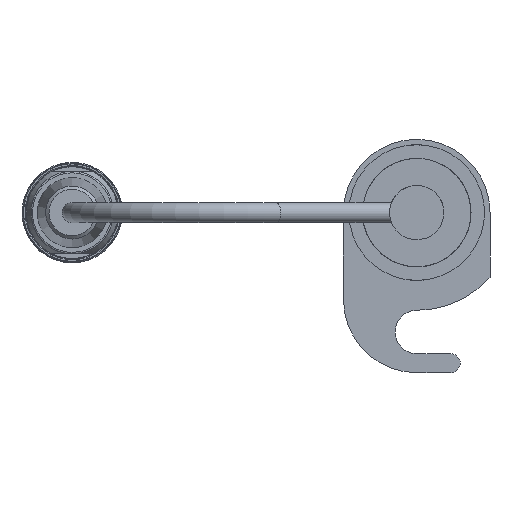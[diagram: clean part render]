
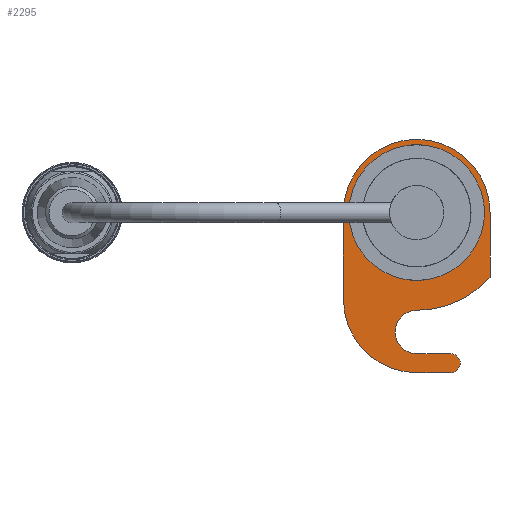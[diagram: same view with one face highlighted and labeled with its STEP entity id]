
A CAD part, left-side view. The second image highlights one B-rep face of the part: STEP entity #2295.
In plain terms, the highlighted planar face has unit normal (-1, 0, 0).
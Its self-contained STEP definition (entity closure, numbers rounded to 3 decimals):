
#115=LINE('',#4395,#224);
#120=LINE('',#4413,#229);
#124=LINE('',#4425,#233);
#128=LINE('',#4437,#237);
#224=VECTOR('',#3200,10.);
#229=VECTOR('',#3219,10.);
#233=VECTOR('',#3231,10.);
#237=VECTOR('',#3243,10.);
#339=PLANE('',#2594);
#460=CIRCLE('',#2574,9.);
#462=CIRCLE('',#2578,18.);
#464=CIRCLE('',#2581,4.);
#466=CIRCLE('',#2585,1.75);
#468=CIRCLE('',#2589,13.5);
#470=CIRCLE('',#2593,13.5);
#560=FACE_BOUND('',#941,.T.);
#708=FACE_OUTER_BOUND('',#940,.T.);
#940=EDGE_LOOP('',(#1927,#1928,#1929,#1930,#1931,#1932,#1933,#1934,#1935));
#941=EDGE_LOOP('',(#1936));
#1139=VERTEX_POINT('',#4386);
#1142=VERTEX_POINT('',#4392);
#1143=VERTEX_POINT('',#4394);
#1145=VERTEX_POINT('',#4400);
#1147=VERTEX_POINT('',#4406);
#1149=VERTEX_POINT('',#4412);
#1151=VERTEX_POINT('',#4418);
#1153=VERTEX_POINT('',#4424);
#1155=VERTEX_POINT('',#4430);
#1157=VERTEX_POINT('',#4436);
#1393=EDGE_CURVE('',#1139,#1139,#460,.T.);
#1396=EDGE_CURVE('',#1143,#1142,#115,.T.);
#1399=EDGE_CURVE('',#1145,#1143,#462,.T.);
#1402=EDGE_CURVE('',#1147,#1145,#464,.T.);
#1405=EDGE_CURVE('',#1149,#1147,#120,.T.);
#1408=EDGE_CURVE('',#1151,#1149,#466,.T.);
#1411=EDGE_CURVE('',#1153,#1151,#124,.T.);
#1414=EDGE_CURVE('',#1155,#1153,#468,.T.);
#1417=EDGE_CURVE('',#1157,#1155,#128,.T.);
#1420=EDGE_CURVE('',#1142,#1157,#470,.T.);
#1927=ORIENTED_EDGE('',*,*,#1420,.T.);
#1928=ORIENTED_EDGE('',*,*,#1417,.T.);
#1929=ORIENTED_EDGE('',*,*,#1414,.T.);
#1930=ORIENTED_EDGE('',*,*,#1411,.T.);
#1931=ORIENTED_EDGE('',*,*,#1408,.T.);
#1932=ORIENTED_EDGE('',*,*,#1405,.T.);
#1933=ORIENTED_EDGE('',*,*,#1402,.T.);
#1934=ORIENTED_EDGE('',*,*,#1399,.T.);
#1935=ORIENTED_EDGE('',*,*,#1396,.T.);
#1936=ORIENTED_EDGE('',*,*,#1393,.T.);
#2295=ADVANCED_FACE('',(#708,#560),#339,.F.);
#2574=AXIS2_PLACEMENT_3D('',#4387,#3194,#3195);
#2578=AXIS2_PLACEMENT_3D('',#4401,#3206,#3207);
#2581=AXIS2_PLACEMENT_3D('',#4407,#3213,#3214);
#2585=AXIS2_PLACEMENT_3D('',#4419,#3225,#3226);
#2589=AXIS2_PLACEMENT_3D('',#4431,#3237,#3238);
#2593=AXIS2_PLACEMENT_3D('',#4441,#3249,#3250);
#2594=AXIS2_PLACEMENT_3D('',#4442,#3251,#3252);
#3194=DIRECTION('center_axis',(1.,0.,0.));
#3195=DIRECTION('ref_axis',(0.,-1.,0.));
#3200=DIRECTION('',(0.,0.,1.));
#3206=DIRECTION('center_axis',(-1.,0.,0.));
#3207=DIRECTION('ref_axis',(0.,0.75,0.661));
#3213=DIRECTION('center_axis',(1.,0.,0.));
#3214=DIRECTION('ref_axis',(0.,0.,
-1.));
#3219=DIRECTION('',(0.,1.,0.));
#3225=DIRECTION('center_axis',(-1.,0.,0.));
#3226=DIRECTION('ref_axis',(0.,1.,0.));
#3231=DIRECTION('',(0.,-1.,0.));
#3237=DIRECTION('center_axis',(-1.,0.,0.));
#3238=DIRECTION('ref_axis',(0.,0.,
1.));
#3243=DIRECTION('',(0.,0.,-1.));
#3249=DIRECTION('center_axis',(-1.,0.,0.));
#3250=DIRECTION('ref_axis',(0.,-1.,0.));
#3251=DIRECTION('center_axis',(1.,0.,0.));
#3252=DIRECTION('ref_axis',(0.,1.,0.));
#4386=CARTESIAN_POINT('',(35.,-9.,0.));
#4387=CARTESIAN_POINT('Origin',(35.,0.,0.));
#4392=CARTESIAN_POINT('',(35.,-13.5,0.));
#4394=CARTESIAN_POINT('',(35.,-13.5,-11.906));
#4395=CARTESIAN_POINT('',(35.,-13.5,-11.906));
#4400=CARTESIAN_POINT('',(35.,0.,-18.));
#4401=CARTESIAN_POINT('Origin',(35.,0.,0.));
#4406=CARTESIAN_POINT('',(35.,0.,-26.));
#4407=CARTESIAN_POINT('Origin',(35.,0.,-22.));
#4412=CARTESIAN_POINT('',(35.,-6.25,-26.));
#4413=CARTESIAN_POINT('',(35.,-6.25,-26.));
#4418=CARTESIAN_POINT('',(35.,-6.25,-29.5));
#4419=CARTESIAN_POINT('Origin',(35.,-6.25,-27.75));
#4424=CARTESIAN_POINT('',(35.,0.,-29.5));
#4425=CARTESIAN_POINT('',(35.,0.,-29.5));
#4430=CARTESIAN_POINT('',(35.,13.5,-16.));
#4431=CARTESIAN_POINT('Origin',(35.,0.,-16.));
#4436=CARTESIAN_POINT('',(35.,13.5,0.));
#4437=CARTESIAN_POINT('',(35.,13.5,0.));
#4441=CARTESIAN_POINT('Origin',(35.,0.,0.));
#4442=CARTESIAN_POINT('Origin',(35.,0.568,-10.322));
